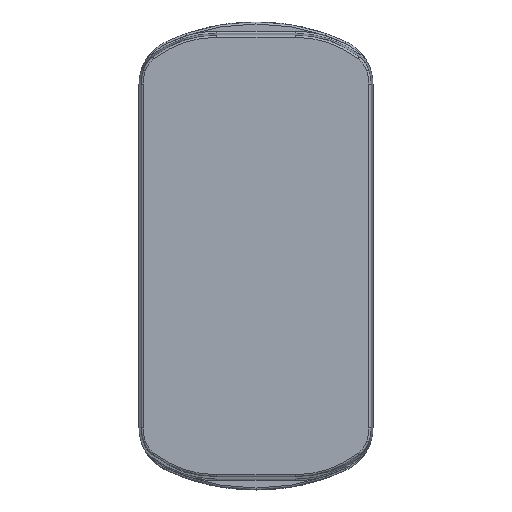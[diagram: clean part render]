
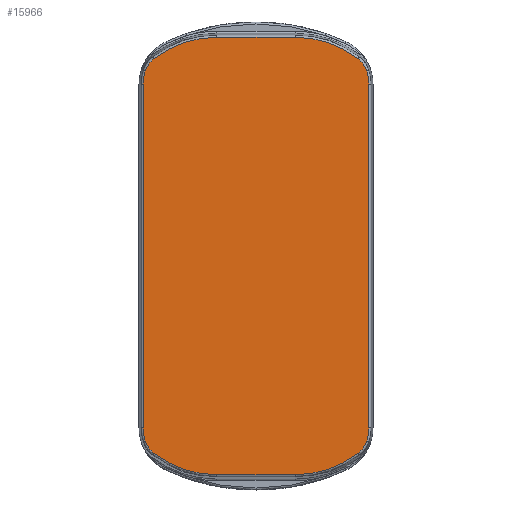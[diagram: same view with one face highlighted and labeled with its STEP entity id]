
A CAD part, front view. The second image highlights one B-rep face of the part: STEP entity #15966.
In plain terms, the highlighted face is planar.
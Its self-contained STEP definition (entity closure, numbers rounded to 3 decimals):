
#1171=PLANE('',#17314);
#2033=FACE_OUTER_BOUND('',#3004,.T.);
#3004=EDGE_LOOP('',(#14739,#14740,#14741,#14742,#14743,#14744,#14745,#14746,
#14747,#14748,#14749,#14750,#14751,#14752,#14753,#14754));
#4553=LINE('',#28358,#6082);
#4555=LINE('',#28378,#6084);
#4557=LINE('',#28400,#6086);
#4559=LINE('',#28420,#6088);
#6082=VECTOR('',#21273,10.);
#6084=VECTOR('',#21301,10.);
#6086=VECTOR('',#21329,10.);
#6088=VECTOR('',#21357,10.);
#6549=CIRCLE('',#17258,6.544);
#6554=CIRCLE('',#17264,26.544);
#6558=CIRCLE('',#17270,26.544);
#6561=CIRCLE('',#17274,6.544);
#6563=CIRCLE('',#17277,10.915);
#6566=CIRCLE('',#17282,10.915);
#6569=CIRCLE('',#17286,6.544);
#6572=CIRCLE('',#17290,26.544);
#6576=CIRCLE('',#17296,26.544);
#6579=CIRCLE('',#17300,6.544);
#6581=CIRCLE('',#17303,10.915);
#6583=CIRCLE('',#17307,10.915);
#8035=VERTEX_POINT('',#28340);
#8036=VERTEX_POINT('',#28342);
#8038=VERTEX_POINT('',#28348);
#8040=VERTEX_POINT('',#28354);
#8042=VERTEX_POINT('',#28360);
#8044=VERTEX_POINT('',#28366);
#8045=VERTEX_POINT('',#28371);
#8046=VERTEX_POINT('',#28375);
#8047=VERTEX_POINT('',#28380);
#8048=VERTEX_POINT('',#28384);
#8050=VERTEX_POINT('',#28390);
#8052=VERTEX_POINT('',#28396);
#8054=VERTEX_POINT('',#28402);
#8056=VERTEX_POINT('',#28408);
#8057=VERTEX_POINT('',#28413);
#8058=VERTEX_POINT('',#28417);
#10264=EDGE_CURVE('',#8035,#8036,#6549,.T.);
#10269=EDGE_CURVE('',#8036,#8038,#6554,.T.);
#10272=EDGE_CURVE('',#8038,#8040,#4553,.T.);
#10275=EDGE_CURVE('',#8040,#8042,#6558,.T.);
#10278=EDGE_CURVE('',#8042,#8044,#6561,.T.);
#10280=EDGE_CURVE('',#8044,#8045,#6563,.T.);
#10283=EDGE_CURVE('',#8045,#8046,#4555,.T.);
#10285=EDGE_CURVE('',#8046,#8047,#6566,.T.);
#10288=EDGE_CURVE('',#8047,#8048,#6569,.T.);
#10291=EDGE_CURVE('',#8048,#8050,#6572,.T.);
#10294=EDGE_CURVE('',#8050,#8052,#4557,.T.);
#10297=EDGE_CURVE('',#8052,#8054,#6576,.T.);
#10300=EDGE_CURVE('',#8054,#8056,#6579,.T.);
#10302=EDGE_CURVE('',#8056,#8057,#6581,.T.);
#10305=EDGE_CURVE('',#8057,#8058,#4559,.T.);
#10306=EDGE_CURVE('',#8058,#8035,#6583,.T.);
#14739=ORIENTED_EDGE('',*,*,#10264,.F.);
#14740=ORIENTED_EDGE('',*,*,#10306,.F.);
#14741=ORIENTED_EDGE('',*,*,#10305,.F.);
#14742=ORIENTED_EDGE('',*,*,#10302,.F.);
#14743=ORIENTED_EDGE('',*,*,#10300,.F.);
#14744=ORIENTED_EDGE('',*,*,#10297,.F.);
#14745=ORIENTED_EDGE('',*,*,#10294,.F.);
#14746=ORIENTED_EDGE('',*,*,#10291,.F.);
#14747=ORIENTED_EDGE('',*,*,#10288,.F.);
#14748=ORIENTED_EDGE('',*,*,#10285,.F.);
#14749=ORIENTED_EDGE('',*,*,#10283,.F.);
#14750=ORIENTED_EDGE('',*,*,#10280,.F.);
#14751=ORIENTED_EDGE('',*,*,#10278,.F.);
#14752=ORIENTED_EDGE('',*,*,#10275,.F.);
#14753=ORIENTED_EDGE('',*,*,#10272,.F.);
#14754=ORIENTED_EDGE('',*,*,#10269,.F.);
#15966=ADVANCED_FACE('',(#2033),#1171,.F.);
#17258=AXIS2_PLACEMENT_3D('',#28343,#21254,#21255);
#17264=AXIS2_PLACEMENT_3D('',#28352,#21266,#21267);
#17270=AXIS2_PLACEMENT_3D('',#28364,#21280,#21281);
#17274=AXIS2_PLACEMENT_3D('',#28369,#21288,#21289);
#17277=AXIS2_PLACEMENT_3D('',#28373,#21294,#21295);
#17282=AXIS2_PLACEMENT_3D('',#28382,#21306,#21307);
#17286=AXIS2_PLACEMENT_3D('',#28388,#21314,#21315);
#17290=AXIS2_PLACEMENT_3D('',#28394,#21322,#21323);
#17296=AXIS2_PLACEMENT_3D('',#28406,#21336,#21337);
#17300=AXIS2_PLACEMENT_3D('',#28411,#21344,#21345);
#17303=AXIS2_PLACEMENT_3D('',#28415,#21350,#21351);
#17307=AXIS2_PLACEMENT_3D('',#28422,#21360,#21361);
#17314=AXIS2_PLACEMENT_3D('',#28434,#21379,#21380);
#21254=DIRECTION('center_axis',(0.,0.,1.));
#21255=DIRECTION('ref_axis',(0.816,0.578,0.));
#21266=DIRECTION('center_axis',(0.,0.,1.));
#21267=DIRECTION('ref_axis',(0.32,0.947,0.));
#21273=DIRECTION('',(-1.,0.,0.));
#21280=DIRECTION('center_axis',(0.,0.,1.));
#21281=DIRECTION('ref_axis',(-0.32,0.947,0.));
#21288=DIRECTION('center_axis',(0.,0.,1.));
#21289=DIRECTION('ref_axis',(-0.816,0.578,0.));
#21294=DIRECTION('center_axis',(0.,0.,1.));
#21295=DIRECTION('ref_axis',(-0.988,0.156,0.));
#21301=DIRECTION('',(0.,-1.,0.));
#21306=DIRECTION('center_axis',(0.,0.,1.));
#21307=DIRECTION('ref_axis',(-0.988,-0.156,0.));
#21314=DIRECTION('center_axis',(0.,0.,1.));
#21315=DIRECTION('ref_axis',(-0.816,-0.578,0.));
#21322=DIRECTION('center_axis',(0.,0.,1.));
#21323=DIRECTION('ref_axis',(-0.32,-0.947,0.));
#21329=DIRECTION('',(1.,0.,0.));
#21336=DIRECTION('center_axis',(0.,0.,1.));
#21337=DIRECTION('ref_axis',(0.32,-0.947,0.));
#21344=DIRECTION('center_axis',(0.,0.,1.));
#21345=DIRECTION('ref_axis',(0.816,-0.578,0.));
#21350=DIRECTION('center_axis',(0.,0.,1.));
#21351=DIRECTION('ref_axis',(0.988,-0.156,0.));
#21357=DIRECTION('',(0.,1.,0.));
#21360=DIRECTION('center_axis',(0.,0.,1.));
#21361=DIRECTION('ref_axis',(0.988,0.156,0.));
#21379=DIRECTION('center_axis',(0.,0.,1.));
#21380=DIRECTION('ref_axis',(1.,0.,0.));
#28340=CARTESIAN_POINT('',(28.385,47.411,-34.));
#28342=CARTESIAN_POINT('',(26.13,50.598,-34.));
#28343=CARTESIAN_POINT('Origin',(22.159,45.397,-34.));
#28348=CARTESIAN_POINT('',(10.023,56.044,-34.));
#28352=CARTESIAN_POINT('Origin',(10.023,29.5,-34.));
#28354=CARTESIAN_POINT('',(-10.023,56.044,-34.));
#28358=CARTESIAN_POINT('',(-5.011,56.044,-34.));
#28360=CARTESIAN_POINT('',(-26.13,50.598,-34.));
#28364=CARTESIAN_POINT('Origin',(-10.023,29.5,-34.));
#28366=CARTESIAN_POINT('',(-28.385,47.411,-34.));
#28369=CARTESIAN_POINT('Origin',(-22.159,45.397,-34.));
#28371=CARTESIAN_POINT('',(-28.915,44.051,-34.));
#28373=CARTESIAN_POINT('Origin',(-18.,44.051,-34.));
#28375=CARTESIAN_POINT('',(-28.915,-44.051,-34.));
#28378=CARTESIAN_POINT('',(-28.915,22.026,-34.));
#28380=CARTESIAN_POINT('',(-28.385,-47.411,-34.));
#28382=CARTESIAN_POINT('Origin',(-18.,-44.051,-34.));
#28384=CARTESIAN_POINT('',(-26.13,-50.598,-34.));
#28388=CARTESIAN_POINT('Origin',(-22.159,-45.397,-34.));
#28390=CARTESIAN_POINT('',(-10.023,-56.044,-34.));
#28394=CARTESIAN_POINT('Origin',(-10.023,-29.5,-34.));
#28396=CARTESIAN_POINT('',(10.023,-56.044,-34.));
#28400=CARTESIAN_POINT('',(5.011,-56.044,-34.));
#28402=CARTESIAN_POINT('',(26.13,-50.598,-34.));
#28406=CARTESIAN_POINT('Origin',(10.023,-29.5,-34.));
#28408=CARTESIAN_POINT('',(28.385,-47.411,-34.));
#28411=CARTESIAN_POINT('Origin',(22.159,-45.397,-34.));
#28413=CARTESIAN_POINT('',(28.915,-44.051,-34.));
#28415=CARTESIAN_POINT('Origin',(18.,-44.051,-34.));
#28417=CARTESIAN_POINT('',(28.915,44.051,-34.));
#28420=CARTESIAN_POINT('',(28.915,-22.026,-34.));
#28422=CARTESIAN_POINT('Origin',(18.,44.051,-34.));
#28434=CARTESIAN_POINT('Origin',(0.,0.,-34.));
